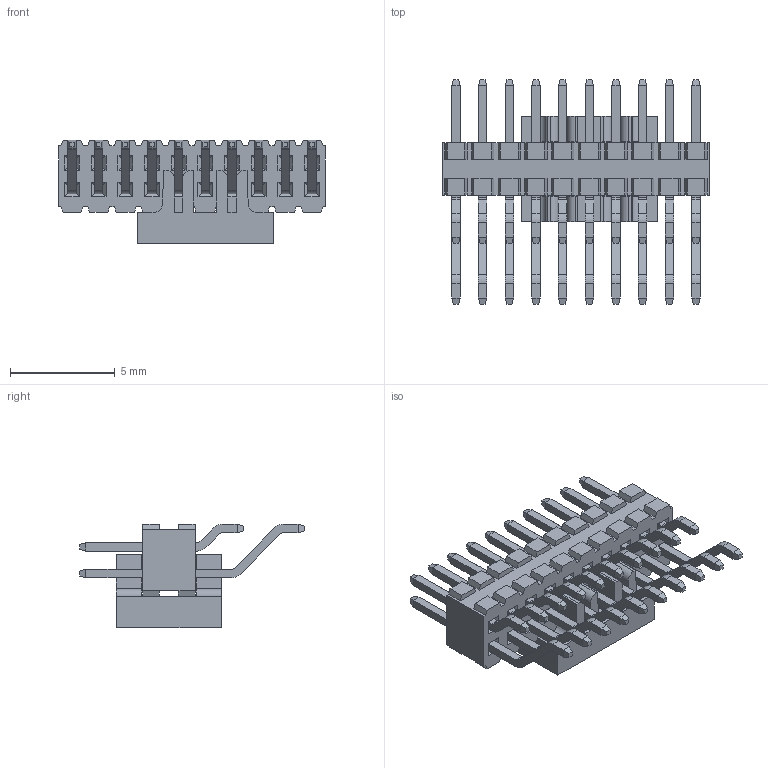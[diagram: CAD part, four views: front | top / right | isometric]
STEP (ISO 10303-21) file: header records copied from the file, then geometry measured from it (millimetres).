
FILE_DESCRIPTION( ('This file contains a STEP AP42 implementation' ,'as created by ZW3D STEP Interface translator.') ,'2;1' );
FILE_NAME( '1325B-1210XXZ083XXXX(拸翐).stp' ,'23 318. 849 1', (''), ('ZWCAD Software Co.'), 'Version 1.0', 'ZW3D to STEP translator', '' );
FILE_SCHEMA(('AUTOMOTIVE_DESIGN { 1 0 10303 214 1 1 1 1 }'));
Length unit declared in the file: millimetre
Products named in the file (2): 0; 1325B-1210XXZ083XXXX(拸翐)
Bounding box: 12.7 x 10.7 x 4.93 mm (x, y, z)
Volume: 181.3 mm3; surface area: 720.6 mm2
Topology: 22 solids, 22 shells, 816 faces, 2076 edges, 1304 vertices
Faces by surface type: plane 724, cylinder 92
Entity records: 24835 total; most frequent: CARTESIAN_POINT 4197, ORIENTED_EDGE 4152, DIRECTION 3894, EDGE_CURVE 2076, VECTOR 1892, LINE 1892, VERTEX_POINT 1304, AXIS2_PLACEMENT_3D 1001
